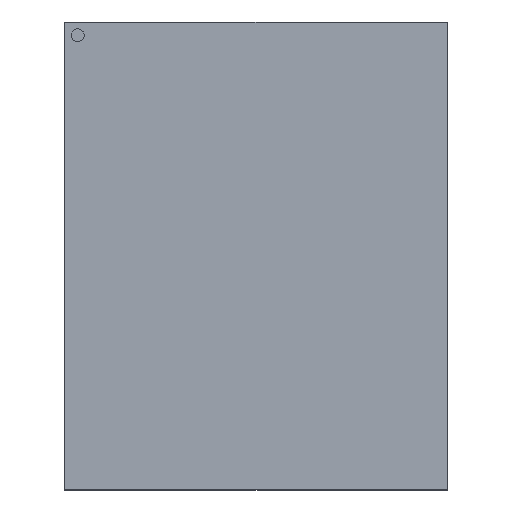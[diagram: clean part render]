
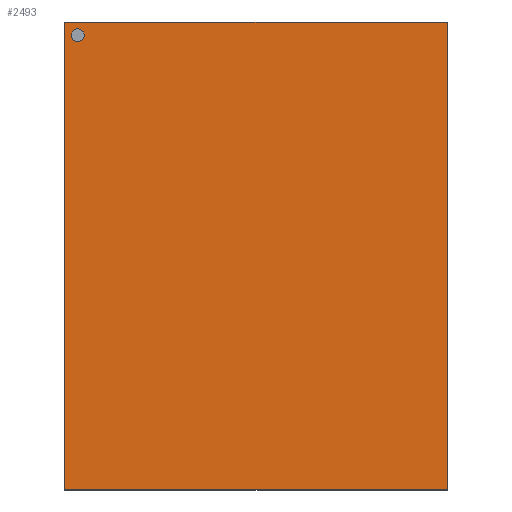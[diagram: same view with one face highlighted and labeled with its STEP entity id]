
A CAD part, top view. The second image highlights one B-rep face of the part: STEP entity #2493.
In plain terms, the highlighted planar face has unit normal (0, 0, 1).
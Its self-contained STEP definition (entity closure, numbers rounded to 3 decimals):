
#939 = VERTEX_POINT('',#940);
#940 = CARTESIAN_POINT('',(-4.5,5.5,1.2));
#948 = VERTEX_POINT('',#949);
#949 = CARTESIAN_POINT('',(4.5,5.5,1.2));
#955 = EDGE_CURVE('',#939,#948,#956,.T.);
#956 = LINE('',#957,#958);
#957 = CARTESIAN_POINT('',(-4.5,5.5,1.2));
#958 = VECTOR('',#959,1.);
#959 = DIRECTION('',(1.,0.,0.));
#971 = EDGE_CURVE('',#948,#972,#974,.T.);
#972 = VERTEX_POINT('',#973);
#973 = CARTESIAN_POINT('',(4.5,-5.5,1.2));
#974 = LINE('',#975,#976);
#975 = CARTESIAN_POINT('',(4.5,5.5,1.2));
#976 = VECTOR('',#977,1.);
#977 = DIRECTION('',(0.,-1.,0.));
#995 = EDGE_CURVE('',#939,#996,#998,.T.);
#996 = VERTEX_POINT('',#997);
#997 = CARTESIAN_POINT('',(-4.5,-5.5,1.2));
#998 = LINE('',#999,#1000);
#999 = CARTESIAN_POINT('',(-4.5,5.5,1.2));
#1000 = VECTOR('',#1001,1.);
#1001 = DIRECTION('',(0.,-1.,0.));
#1020 = EDGE_CURVE('',#996,#972,#1021,.T.);
#1021 = LINE('',#1022,#1023);
#1022 = CARTESIAN_POINT('',(-4.5,-5.5,1.2));
#1023 = VECTOR('',#1024,1.);
#1024 = DIRECTION('',(1.,0.,0.));
#2493 = ADVANCED_FACE('',(#2494,#2500),#2511,.T.);
#2494 = FACE_BOUND('',#2495,.T.);
#2495 = EDGE_LOOP('',(#2496,#2497,#2498,#2499));
#2496 = ORIENTED_EDGE('',*,*,#955,.F.);
#2497 = ORIENTED_EDGE('',*,*,#995,.T.);
#2498 = ORIENTED_EDGE('',*,*,#1020,.T.);
#2499 = ORIENTED_EDGE('',*,*,#971,.F.);
#2500 = FACE_BOUND('',#2501,.T.);
#2501 = EDGE_LOOP('',(#2502));
#2502 = ORIENTED_EDGE('',*,*,#2503,.T.);
#2503 = EDGE_CURVE('',#2504,#2504,#2506,.T.);
#2504 = VERTEX_POINT('',#2505);
#2505 = CARTESIAN_POINT('',(-4.19,5.04,1.2));
#2506 = CIRCLE('',#2507,0.15);
#2507 = AXIS2_PLACEMENT_3D('',#2508,#2509,#2510);
#2508 = CARTESIAN_POINT('',(-4.19,5.19,1.2));
#2509 = DIRECTION('',(-0.,0.,-1.));
#2510 = DIRECTION('',(0.,-1.,0.));
#2511 = PLANE('',#2512);
#2512 = AXIS2_PLACEMENT_3D('',#2513,#2514,#2515);
#2513 = CARTESIAN_POINT('',(-4.5,5.5,1.2));
#2514 = DIRECTION('',(0.,0.,1.));
#2515 = DIRECTION('',(0.,-1.,0.));
